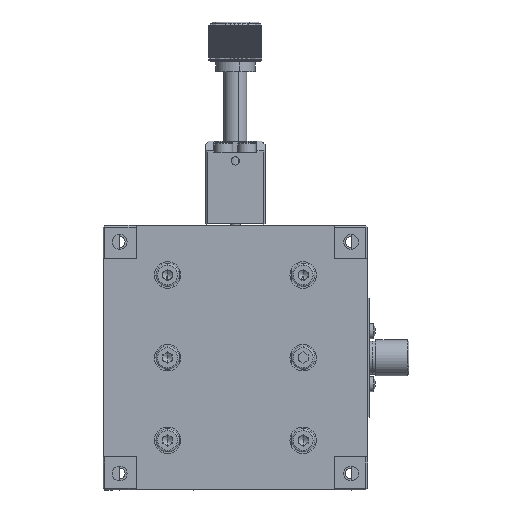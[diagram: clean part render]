
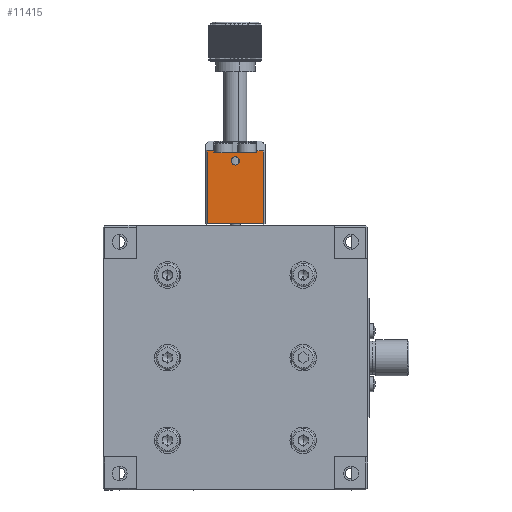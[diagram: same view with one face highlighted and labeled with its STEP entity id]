
A CAD part, front view. The second image highlights one B-rep face of the part: STEP entity #11415.
In plain terms, the highlighted planar face has unit normal (0, -1, 0).
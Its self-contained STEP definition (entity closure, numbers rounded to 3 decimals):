
#350 = VERTEX_POINT ( 'NONE', #38831 ) ;
#1611 = VECTOR ( 'NONE', #41226, 1000. ) ;
#2044 = CARTESIAN_POINT ( 'NONE',  ( -2.95, 3., 40. ) ) ;
#2405 = EDGE_CURVE ( 'NONE', #27941, #10033, #26634, .T. ) ;
#2505 = FACE_OUTER_BOUND ( 'NONE', #24862, .T. ) ;
#4330 = CARTESIAN_POINT ( 'NONE',  ( -8.2, 3., 59.5 ) ) ;
#5064 = CARTESIAN_POINT ( 'NONE',  ( -18.45, 3., 62. ) ) ;
#6028 = EDGE_CURVE ( 'NONE', #11191, #16217, #40290, .T. ) ;
#6829 = ORIENTED_EDGE ( 'NONE', *, *, #37312, .T. ) ;
#7986 = DIRECTION ( 'NONE',  ( 0., 0., -1. ) ) ;
#9111 = ORIENTED_EDGE ( 'NONE', *, *, #2405, .T. ) ;
#9285 = EDGE_CURVE ( 'NONE', #30754, #33793, #21597, .T. ) ;
#9377 = AXIS2_PLACEMENT_3D ( 'NONE', #36858, #14277, #17513 ) ;
#9523 = CARTESIAN_POINT ( 'NONE',  ( -15.95, 3., 62. ) ) ;
#9733 = AXIS2_PLACEMENT_3D ( 'NONE', #33884, #37108, #18023 ) ;
#10033 = VERTEX_POINT ( 'NONE', #39770 ) ;
#10144 = VERTEX_POINT ( 'NONE', #33755 ) ;
#10971 = FACE_BOUND ( 'NONE', #13102, .T. ) ;
#11191 = VERTEX_POINT ( 'NONE', #35857 ) ;
#11341 = ORIENTED_EDGE ( 'NONE', *, *, #11453, .F. ) ;
#11415 = ADVANCED_FACE ( 'NONE', ( #10971, #2505 ), #36565, .F. ) ;
#11453 = EDGE_CURVE ( 'NONE', #12793, #350, #20971, .T. ) ;
#12032 = CARTESIAN_POINT ( 'NONE',  ( -18.45, 3., 62.5 ) ) ;
#12793 = VERTEX_POINT ( 'NONE', #4330 ) ;
#12917 = LINE ( 'NONE', #35157, #19898 ) ;
#13102 = EDGE_LOOP ( 'NONE', ( #11341, #34951 ) ) ;
#14277 = DIRECTION ( 'NONE',  ( 0., -1., 0. ) ) ;
#14613 = VECTOR ( 'NONE', #21955, 1000. ) ;
#15006 = VERTEX_POINT ( 'NONE', #26403 ) ;
#15115 = DIRECTION ( 'NONE',  ( -1., 0., 0. ) ) ;
#15700 = ORIENTED_EDGE ( 'NONE', *, *, #38669, .T. ) ;
#15733 = LINE ( 'NONE', #5064, #40159 ) ;
#16142 = VECTOR ( 'NONE', #29293, 1000. ) ;
#16217 = VERTEX_POINT ( 'NONE', #26945 ) ;
#17288 = EDGE_CURVE ( 'NONE', #350, #12793, #32885, .T. ) ;
#17513 = DIRECTION ( 'NONE',  ( 1., 0., 0. ) ) ;
#18023 = DIRECTION ( 'NONE',  ( 1., 0., 0. ) ) ;
#18464 = CARTESIAN_POINT ( 'NONE',  ( -17.95, 3., 40.5 ) ) ;
#18630 = ORIENTED_EDGE ( 'NONE', *, *, #6028, .T. ) ;
#19680 = CARTESIAN_POINT ( 'NONE',  ( -18.45, 3., 40.5 ) ) ;
#19853 = VECTOR ( 'NONE', #27728, 1000. ) ;
#19898 = VECTOR ( 'NONE', #35573, 1000. ) ;
#20788 = ORIENTED_EDGE ( 'NONE', *, *, #27180, .T. ) ;
#20971 = CIRCLE ( 'NONE', #9733, 1.25 ) ;
#21597 = LINE ( 'NONE', #38025, #1611 ) ;
#21955 = DIRECTION ( 'NONE',  ( 0., 0., 1. ) ) ;
#24862 = EDGE_LOOP ( 'NONE', ( #9111, #15700, #20788, #18630, #31184, #32308, #32653, #6829 ) ) ;
#26026 = CARTESIAN_POINT ( 'NONE',  ( -17.95, 3., 40. ) ) ;
#26403 = CARTESIAN_POINT ( 'NONE',  ( -17.95, 3., 62.5 ) ) ;
#26634 = LINE ( 'NONE', #19680, #16142 ) ;
#26729 = VECTOR ( 'NONE', #30495, 1000. ) ;
#26945 = CARTESIAN_POINT ( 'NONE',  ( -2.95, 3., 62. ) ) ;
#27180 = EDGE_CURVE ( 'NONE', #10144, #11191, #12917, .T. ) ;
#27569 = LINE ( 'NONE', #12032, #39011 ) ;
#27728 = DIRECTION ( 'NONE',  ( 0., 0., -1. ) ) ;
#27941 = VERTEX_POINT ( 'NONE', #18464 ) ;
#28129 = LINE ( 'NONE', #34884, #14613 ) ;
#29293 = DIRECTION ( 'NONE',  ( 1., 0., 0. ) ) ;
#30495 = DIRECTION ( 'NONE',  ( 0., 0., -1. ) ) ;
#30754 = VERTEX_POINT ( 'NONE', #9523 ) ;
#31184 = ORIENTED_EDGE ( 'NONE', *, *, #35899, .F. ) ;
#32308 = ORIENTED_EDGE ( 'NONE', *, *, #9285, .T. ) ;
#32653 = ORIENTED_EDGE ( 'NONE', *, *, #39173, .T. ) ;
#32885 = CIRCLE ( 'NONE', #9377, 1.25 ) ;
#33613 = DIRECTION ( 'NONE',  ( 0., 1., 0. ) ) ;
#33755 = CARTESIAN_POINT ( 'NONE',  ( -0.95, 3., 62.5 ) ) ;
#33793 = VERTEX_POINT ( 'NONE', #40090 ) ;
#33884 = CARTESIAN_POINT ( 'NONE',  ( -9.45, 3., 59.5 ) ) ;
#34884 = CARTESIAN_POINT ( 'NONE',  ( -0.95, 3., 40. ) ) ;
#34951 = ORIENTED_EDGE ( 'NONE', *, *, #17288, .F. ) ;
#35157 = CARTESIAN_POINT ( 'NONE',  ( -18.45, 3., 62.5 ) ) ;
#35163 = LINE ( 'NONE', #26026, #26729 ) ;
#35573 = DIRECTION ( 'NONE',  ( -1., 0., 0. ) ) ;
#35857 = CARTESIAN_POINT ( 'NONE',  ( -2.95, 3., 62.5 ) ) ;
#35899 = EDGE_CURVE ( 'NONE', #30754, #16217, #15733, .T. ) ;
#36210 = AXIS2_PLACEMENT_3D ( 'NONE', #39767, #33613, #7986 ) ;
#36565 = PLANE ( 'NONE',  #36210 ) ;
#36858 = CARTESIAN_POINT ( 'NONE',  ( -9.45, 3., 59.5 ) ) ;
#37108 = DIRECTION ( 'NONE',  ( 0., -1., 0. ) ) ;
#37312 = EDGE_CURVE ( 'NONE', #15006, #27941, #35163, .T. ) ;
#38025 = CARTESIAN_POINT ( 'NONE',  ( -15.95, 3., 40. ) ) ;
#38669 = EDGE_CURVE ( 'NONE', #10033, #10144, #28129, .T. ) ;
#38831 = CARTESIAN_POINT ( 'NONE',  ( -10.7, 3., 59.5 ) ) ;
#39011 = VECTOR ( 'NONE', #15115, 1000. ) ;
#39173 = EDGE_CURVE ( 'NONE', #33793, #15006, #27569, .T. ) ;
#39767 = CARTESIAN_POINT ( 'NONE',  ( -18.45, 3., 40. ) ) ;
#39770 = CARTESIAN_POINT ( 'NONE',  ( -0.95, 3., 40.5 ) ) ;
#40090 = CARTESIAN_POINT ( 'NONE',  ( -15.95, 3., 62.5 ) ) ;
#40159 = VECTOR ( 'NONE', #40317, 1000. ) ;
#40290 = LINE ( 'NONE', #2044, #19853 ) ;
#40317 = DIRECTION ( 'NONE',  ( 1., 0., 0. ) ) ;
#41226 = DIRECTION ( 'NONE',  ( 0., 0., 1. ) ) ;
